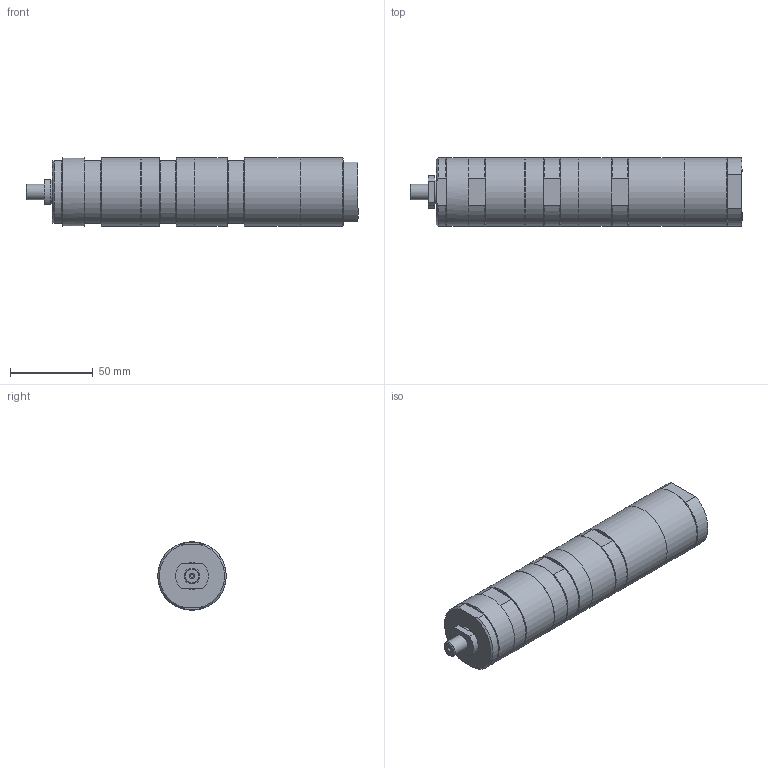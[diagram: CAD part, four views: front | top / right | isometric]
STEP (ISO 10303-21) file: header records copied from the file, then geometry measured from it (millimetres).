
FILE_DESCRIPTION(/* description */ (''),/* implementation_level */ '2;1');
FILE_NAME(/* name */ 'MRD 38-160 3-8_29926097.stp',/* time_stamp */ '2018-06-06T17:17:39+02:00',/* author */ ('FLambert'),/* organization */ (''),/* preprocessor_version */ 'ST-DEVELOPER v17',/* originating_system */ 'Autodesk Inventor 2018',/* authorisation */ '');
FILE_SCHEMA (('AUTOMOTIVE_DESIGN { 1 0 10303 214 3 1 1 }'));
Length unit declared in the file: millimetre
Products named in the file (1): MRD 38-160 3-8_29926097
Bounding box: 201.2 x 41.5 x 41.5 mm (x, y, z)
Volume: 248015.4 mm3; surface area: 29502.4 mm2
Topology: 1 solids, 1 shells, 176 faces, 450 edges, 291 vertices
Faces by surface type: plane 110, cone 32, cylinder 27, bspline 7
Full cylindrical faces by diameter (mm): 1.6 x1, 4 x1, 9.525 x1, 11.445 x2, 14.95 x1, 16 x1, 36 x1, 41.5 x7
Entity records: 5532 total; most frequent: CARTESIAN_POINT 1115, ORIENTED_EDGE 896, DIRECTION 857, EDGE_CURVE 448, AXIS2_PLACEMENT_3D 297, VERTEX_POINT 291, LINE 263, VECTOR 263
